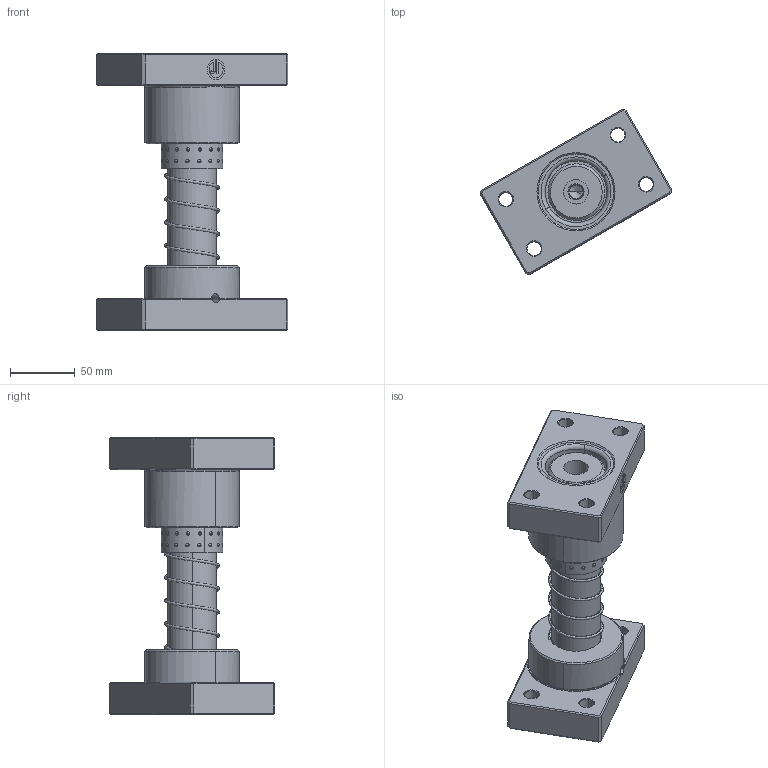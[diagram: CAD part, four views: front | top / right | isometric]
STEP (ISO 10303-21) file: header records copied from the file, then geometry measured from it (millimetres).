
FILE_DESCRIPTION (( 'STEP AP214' ), '1' );
FILE_NAME ('HYAK-D38-L170.STEP', '2021-09-23T08:36:16', ( 'User' ), ( 'china' ), 'SwSTEP 2.0', 'SolidWorks 2016', '' );
FILE_SCHEMA (( 'AUTOMOTIVE_DESIGN' ));
Length unit declared in the file: millimetre
Products named in the file (9): HYAK嘐隅結輸-PD38; HWP-D42.5-d38.5-L110; SAB-D38; SAB-D38-傍杶; BS-47.5-38.5-L70; MGH-D38; MGMK-D38-L170; HYAK-D38-L170
Assembly tree (8 placements, depth 3):
  HYAK-D38-L170
    MGMK-D38-L170
    MGH-D38
    BS-47.5-38.5-L70
    SAB-D38
      SAB-D38
      SAB-D38-傍杶
    HWP-D42.5-d38.5-L110
    HYAK嘐隅結輸-PD38
Bounding box: 148.09 x 127.73 x 214.3 mm (x, y, z)
Volume: 849804.8 mm3; surface area: 176715.4 mm2
Topology: 7 solids, 7 shells, 742 faces, 1582 edges, 1097 vertices
Faces by surface type: sphere 512, plane 82, cylinder 65, cone 61, torus 12, bspline 10
Entity records: 40585 total; most frequent: CARTESIAN_POINT 18688, DIRECTION 3223, ORIENTED_EDGE 3152, EDGE_CURVE 1576, AXIS2_PLACEMENT_3D 1470, VERTEX_POINT 1097, EDGE_LOOP 1019, ADVANCED_FACE 742
